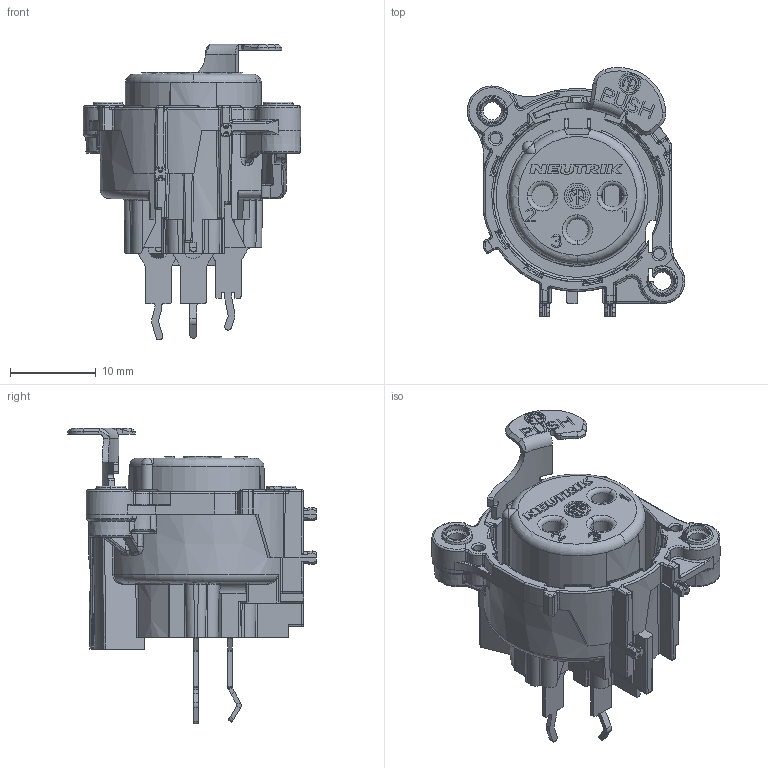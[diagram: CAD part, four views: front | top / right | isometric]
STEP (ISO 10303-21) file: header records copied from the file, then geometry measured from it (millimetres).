
FILE_DESCRIPTION((''),'2;1');
FILE_NAME('30010519','2023-04-27T09:38:40',('SYSTEM'),(''),'CREO PARAMETRIC BY PTC INC, 2021184','CREO PARAMETRIC BY PTC INC, 2021184','');
FILE_SCHEMA(('CONFIG_CONTROL_DESIGN'));
Length unit declared in the file: millimetre
Products named in the file (1): 30010519
Bounding box: 25.3 x 28.94 x 34.41 mm (x, y, z)
Volume: 5616.4 mm3; surface area: 4681.8 mm2
Topology: 1 solids, 5 shells, 1673 faces, 4395 edges, 2762 vertices
Faces by surface type: plane 751, cylinder 398, bspline 243, torus 136, cone 64, sphere 52, extrusion 29
Entity records: 60131 total; most frequent: CARTESIAN_POINT 20763, ORIENTED_EDGE 8788, DIRECTION 7453, EDGE_CURVE 4394, VERTEX_POINT 2762, AXIS2_PLACEMENT_3D 2544, VECTOR 2365, LINE 2336
